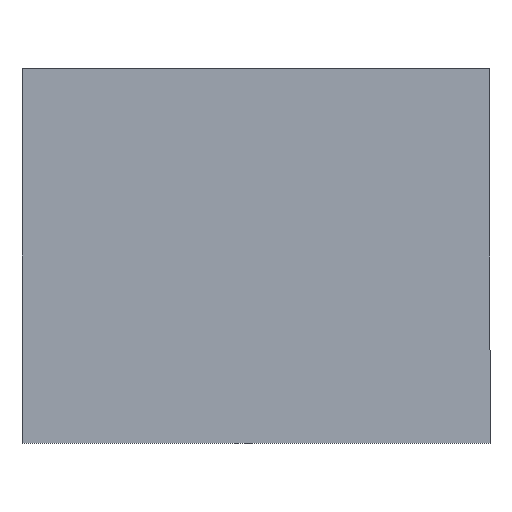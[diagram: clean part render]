
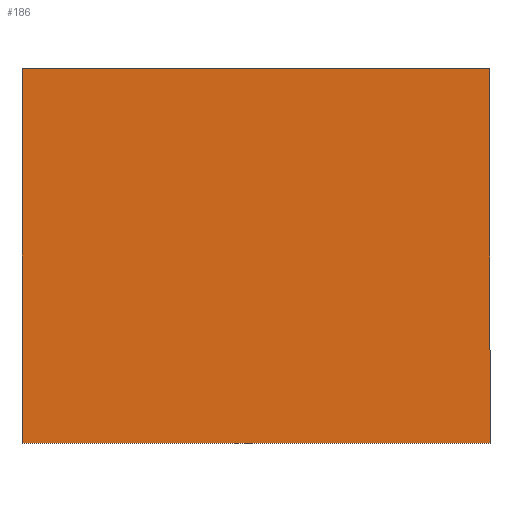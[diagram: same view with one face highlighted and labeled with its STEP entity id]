
A CAD part, front view. The second image highlights one B-rep face of the part: STEP entity #186.
In plain terms, the highlighted planar face has unit normal (0, -1, 0).
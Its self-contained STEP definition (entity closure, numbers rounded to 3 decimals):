
#48	= EDGE_CURVE('',#44,#46,#39,.T.);
#44	= VERTEX_POINT('',#45);
#45	= CARTESIAN_POINT('',(-500.,0.,-400.));
#46	= VERTEX_POINT('',#47);
#47	= CARTESIAN_POINT('',(-500.,0.,400.));
#39	= LINE('',#40,#41);
#40	= CARTESIAN_POINT('',(-500.,0.,-400.));
#41	= VECTOR('',#42,10.);
#42	= DIRECTION('',(0.,0.,1.));
#90	= EDGE_CURVE('',#89,#44,#84,.T.);
#89	= VERTEX_POINT('',#85);
#85	= CARTESIAN_POINT('',(500.,0.,-400.));
#84	= LINE('',#85,#86);
#86	= VECTOR('',#87,10.);
#87	= DIRECTION('',(-1.,0.,0.));
#122	= EDGE_CURVE('',#120,#89,#115,.T.);
#120	= VERTEX_POINT('',#121);
#121	= CARTESIAN_POINT('',(500.,0.,400.));
#115	= LINE('',#116,#117);
#116	= CARTESIAN_POINT('',(500.,0.,400.));
#117	= VECTOR('',#118,10.);
#118	= DIRECTION('',(0.,0.,-1.));
#152	= EDGE_CURVE('',#46,#120,#147,.T.);
#147	= LINE('',#148,#149);
#148	= CARTESIAN_POINT('',(-500.,0.,400.));
#149	= VECTOR('',#150,10.);
#150	= DIRECTION('',(1.,0.,0.));
#170	= DIRECTION('center_axis',(0.,1.,0.));
#171	= DIRECTION('ref_axis',(0.,0.,1.));
#186	= ADVANCED_FACE('',(#191),#183,.F.);
#191	= FACE_BOUND('',#192,.T.);
#192	= EDGE_LOOP('',(#187,#188,#189,#190));
#187	= ORIENTED_EDGE('',*,*,#152,.F.);
#188	= ORIENTED_EDGE('',*,*,#48,.F.);
#189	= ORIENTED_EDGE('',*,*,#90,.F.);
#190	= ORIENTED_EDGE('',*,*,#122,.F.);
#183	= PLANE('',#184);
#184	= AXIS2_PLACEMENT_3D('',#185,#170,#171);
#185	= CARTESIAN_POINT('Origin',(0.,0.,0.));
